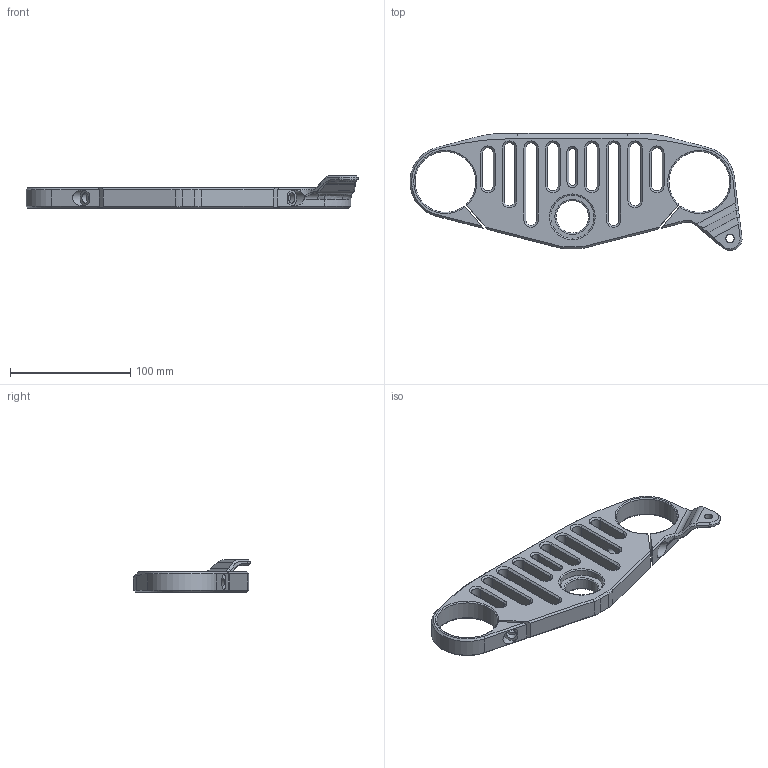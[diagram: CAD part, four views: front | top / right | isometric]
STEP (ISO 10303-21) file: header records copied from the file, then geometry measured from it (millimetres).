
FILE_DESCRIPTION (( 'STEP AP203' ), '1' );
FILE_NAME ('TE VERSION GP 2.STEP', '2020-07-27T10:29:02', ( '' ), ( '' ), 'SwSTEP 2.0', 'SolidWorks 2019', '' );
FILE_SCHEMA (( 'CONFIG_CONTROL_DESIGN' ));
Length unit declared in the file: millimetre
Products named in the file (1): TE VERSION GP 2
Bounding box: 275.89 x 97.3 x 27 mm (x, y, z)
Volume: 197195.3 mm3; surface area: 59976.3 mm2
Topology: 1 solids, 1 shells, 198 faces, 493 edges, 296 vertices
Faces by surface type: plane 87, cylinder 53, cone 31, bspline 15, torus 8, sphere 4
Full cylindrical faces by diameter (mm): 6.8 x3, 8.5 x2, 27 x1, 36 x1
Entity records: 6876 total; most frequent: CARTESIAN_POINT 2304, ORIENTED_EDGE 950, DIRECTION 876, EDGE_CURVE 475, AXIS2_PLACEMENT_3D 305, VERTEX_POINT 291, VECTOR 266, LINE 266
